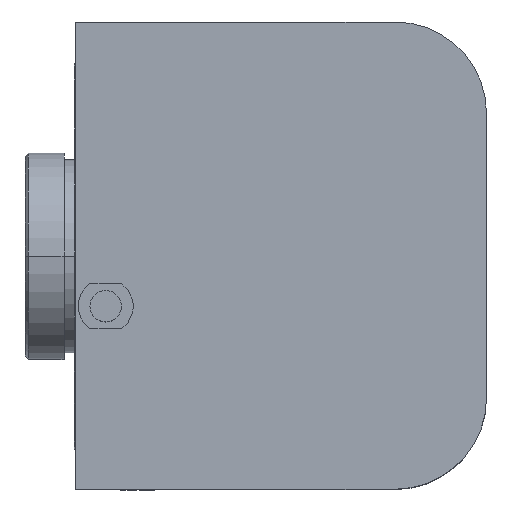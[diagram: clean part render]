
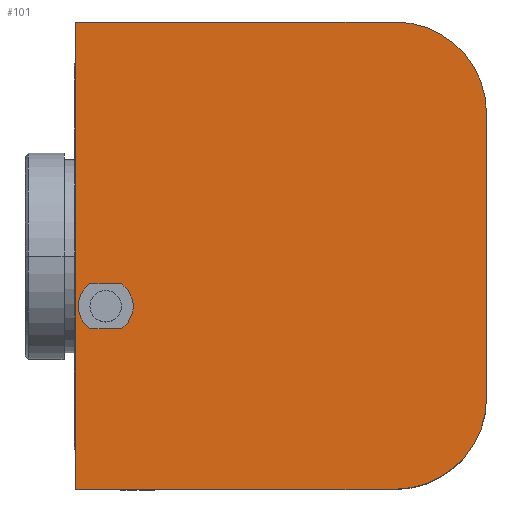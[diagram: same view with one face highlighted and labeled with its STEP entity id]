
A CAD part, top view. The second image highlights one B-rep face of the part: STEP entity #101.
In plain terms, the highlighted planar face has unit normal (0, 0, 1).
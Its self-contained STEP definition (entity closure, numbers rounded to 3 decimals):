
#5 = ORIENTED_EDGE ( 'NONE', *, *, #530, .T. ) ;
#9 = VERTEX_POINT ( 'NONE', #768 ) ;
#18 = VERTEX_POINT ( 'NONE', #739 ) ;
#26 = VERTEX_POINT ( 'NONE', #810 ) ;
#40 = ORIENTED_EDGE ( 'NONE', *, *, #41, .F. ) ;
#41 = EDGE_CURVE ( 'NONE', #18, #52, #1053, .T. ) ;
#46 = ORIENTED_EDGE ( 'NONE', *, *, #531, .T. ) ;
#47 = EDGE_CURVE ( 'NONE', #26, #205, #1085, .T. ) ;
#51 = EDGE_CURVE ( 'NONE', #52, #26, #943, .T. ) ;
#52 = VERTEX_POINT ( 'NONE', #939 ) ;
#53 = ORIENTED_EDGE ( 'NONE', *, *, #294, .F. ) ;
#54 = ORIENTED_EDGE ( 'NONE', *, *, #47, .F. ) ;
#73 = ORIENTED_EDGE ( 'NONE', *, *, #524, .T. ) ;
#101 = ADVANCED_FACE ( 'NONE', ( #969, #937 ), #936, .T. ) ;
#102 = EDGE_LOOP ( 'NONE', ( #103, #245, #247, #46, #5, #73 ) ) ;
#103 = ORIENTED_EDGE ( 'NONE', *, *, #104, .T. ) ;
#104 = EDGE_CURVE ( 'NONE', #105, #244, #931, .T. ) ;
#105 = VERTEX_POINT ( 'NONE', #926 ) ;
#183 = VERTEX_POINT ( 'NONE', #1296 ) ;
#198 = VERTEX_POINT ( 'NONE', #1155 ) ;
#200 = EDGE_CURVE ( 'NONE', #183, #198, #1154, .T. ) ;
#205 = VERTEX_POINT ( 'NONE', #1138 ) ;
#244 = VERTEX_POINT ( 'NONE', #1300 ) ;
#245 = ORIENTED_EDGE ( 'NONE', *, *, #246, .T. ) ;
#246 = EDGE_CURVE ( 'NONE', #244, #183, #1222, .T. ) ;
#247 = ORIENTED_EDGE ( 'NONE', *, *, #200, .T. ) ;
#294 = EDGE_CURVE ( 'NONE', #205, #295, #1448, .T. ) ;
#295 = VERTEX_POINT ( 'NONE', #1443 ) ;
#524 = EDGE_CURVE ( 'NONE', #533, #105, #1781, .T. ) ;
#529 = EDGE_CURVE ( 'NONE', #295, #18, #1630, .T. ) ;
#530 = EDGE_CURVE ( 'NONE', #9, #533, #1626, .T. ) ;
#531 = EDGE_CURVE ( 'NONE', #198, #9, #1621, .T. ) ;
#532 = ORIENTED_EDGE ( 'NONE', *, *, #51, .F. ) ;
#533 = VERTEX_POINT ( 'NONE', #1617 ) ;
#559 = ORIENTED_EDGE ( 'NONE', *, *, #529, .F. ) ;
#560 = EDGE_LOOP ( 'NONE', ( #559, #53, #54, #532, #40 ) ) ;
#739 = CARTESIAN_POINT ( 'NONE',  ( -16.435, -7.2, 0. ) ) ;
#768 = CARTESIAN_POINT ( 'NONE',  ( 10.5, -23., 0. ) ) ;
#810 = CARTESIAN_POINT ( 'NONE',  ( -19.565, -2.8, 0. ) ) ;
#889 = DIRECTION ( 'NONE',  ( 1., 0., 0. ) ) ;
#890 = DIRECTION ( 'NONE',  ( 0., 0., 1. ) ) ;
#891 = CARTESIAN_POINT ( 'NONE',  ( -18., -5., 0. ) ) ;
#926 = CARTESIAN_POINT ( 'NONE',  ( 19.5, 14., 0. ) ) ;
#927 = DIRECTION ( 'NONE',  ( 1., 0., 0. ) ) ;
#928 = DIRECTION ( 'NONE',  ( 0., 0., 1. ) ) ;
#929 = CARTESIAN_POINT ( 'NONE',  ( 10.5, 14., 0. ) ) ;
#930 = AXIS2_PLACEMENT_3D ( 'NONE', #929, #928, #927 ) ;
#931 = CIRCLE ( 'NONE', #930, 9. ) ;
#932 = DIRECTION ( 'NONE',  ( 1., 0., 0. ) ) ;
#933 = DIRECTION ( 'NONE',  ( 0., 0., 1. ) ) ;
#934 = CARTESIAN_POINT ( 'NONE',  ( 10.5, 14., 0. ) ) ;
#935 = AXIS2_PLACEMENT_3D ( 'NONE', #934, #933, #932 ) ;
#936 = PLANE ( 'NONE',  #935 ) ;
#937 = FACE_BOUND ( 'NONE', #560, .T. ) ;
#939 = CARTESIAN_POINT ( 'NONE',  ( -16.435, -2.8, 0. ) ) ;
#940 = DIRECTION ( 'NONE',  ( -1., 0., 0. ) ) ;
#941 = VECTOR ( 'NONE', #940, 1000. ) ;
#942 = CARTESIAN_POINT ( 'NONE',  ( -16.435, -2.8, 0. ) ) ;
#943 = LINE ( 'NONE', #942, #941 ) ;
#947 = DIRECTION ( 'NONE',  ( 1., 0., 0. ) ) ;
#948 = DIRECTION ( 'NONE',  ( 0., 0., 1. ) ) ;
#949 = CARTESIAN_POINT ( 'NONE',  ( -18., -5., 0. ) ) ;
#950 = AXIS2_PLACEMENT_3D ( 'NONE', #949, #948, #947 ) ;
#969 = FACE_OUTER_BOUND ( 'NONE', #102, .T. ) ;
#1053 = CIRCLE ( 'NONE', #950, 2.7 ) ;
#1084 = AXIS2_PLACEMENT_3D ( 'NONE', #891, #890, #889 ) ;
#1085 = CIRCLE ( 'NONE', #1084, 2.7 ) ;
#1138 = CARTESIAN_POINT ( 'NONE',  ( -20.7, -5., 0. ) ) ;
#1151 = DIRECTION ( 'NONE',  ( 0., -1., 0. ) ) ;
#1152 = VECTOR ( 'NONE', #1151, 1000. ) ;
#1153 = CARTESIAN_POINT ( 'NONE',  ( -21., -23., 0. ) ) ;
#1154 = LINE ( 'NONE', #1153, #1152 ) ;
#1155 = CARTESIAN_POINT ( 'NONE',  ( -21., -23., 0. ) ) ;
#1219 = DIRECTION ( 'NONE',  ( -1., 0., 0. ) ) ;
#1220 = VECTOR ( 'NONE', #1219, 1000. ) ;
#1221 = CARTESIAN_POINT ( 'NONE',  ( -21., 23., 0. ) ) ;
#1222 = LINE ( 'NONE', #1221, #1220 ) ;
#1296 = CARTESIAN_POINT ( 'NONE',  ( -21., 23., 0. ) ) ;
#1300 = CARTESIAN_POINT ( 'NONE',  ( 10.5, 23., 0. ) ) ;
#1443 = CARTESIAN_POINT ( 'NONE',  ( -19.565, -7.2, 0. ) ) ;
#1444 = DIRECTION ( 'NONE',  ( 1., 0., 0. ) ) ;
#1445 = DIRECTION ( 'NONE',  ( 0., 0., 1. ) ) ;
#1446 = CARTESIAN_POINT ( 'NONE',  ( -18., -5., 0. ) ) ;
#1447 = AXIS2_PLACEMENT_3D ( 'NONE', #1446, #1445, #1444 ) ;
#1448 = CIRCLE ( 'NONE', #1447, 2.7 ) ;
#1617 = CARTESIAN_POINT ( 'NONE',  ( 19.5, -14., 0. ) ) ;
#1618 = DIRECTION ( 'NONE',  ( 1., 0., 0. ) ) ;
#1619 = VECTOR ( 'NONE', #1618, 1000. ) ;
#1620 = CARTESIAN_POINT ( 'NONE',  ( 10.5, -23., 0. ) ) ;
#1621 = LINE ( 'NONE', #1620, #1619 ) ;
#1622 = DIRECTION ( 'NONE',  ( 1., 0., 0. ) ) ;
#1623 = DIRECTION ( 'NONE',  ( 0., 0., 1. ) ) ;
#1624 = CARTESIAN_POINT ( 'NONE',  ( 10.5, -14., 0. ) ) ;
#1625 = AXIS2_PLACEMENT_3D ( 'NONE', #1624, #1623, #1622 ) ;
#1626 = CIRCLE ( 'NONE', #1625, 9. ) ;
#1627 = DIRECTION ( 'NONE',  ( 1., 0., 0. ) ) ;
#1628 = VECTOR ( 'NONE', #1627, 1000. ) ;
#1629 = CARTESIAN_POINT ( 'NONE',  ( -19.565, -7.2, 0. ) ) ;
#1630 = LINE ( 'NONE', #1629, #1628 ) ;
#1637 = DIRECTION ( 'NONE',  ( 0., 1., 0. ) ) ;
#1638 = VECTOR ( 'NONE', #1637, 1000. ) ;
#1780 = CARTESIAN_POINT ( 'NONE',  ( 19.5, 14., 0. ) ) ;
#1781 = LINE ( 'NONE', #1780, #1638 ) ;
